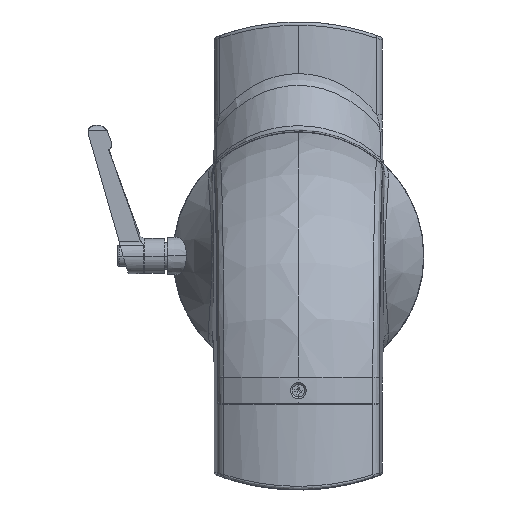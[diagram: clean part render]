
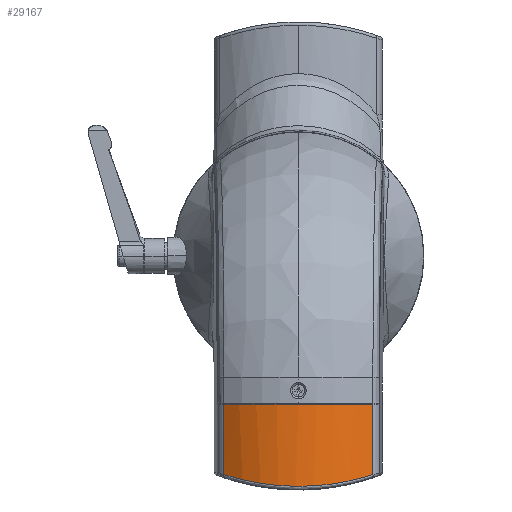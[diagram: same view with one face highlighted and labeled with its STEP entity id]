
A CAD part, top view. The second image highlights one B-rep face of the part: STEP entity #29167.
In plain terms, the highlighted cylindrical face has radius 75 mm (diameter 150 mm), a partial arc.
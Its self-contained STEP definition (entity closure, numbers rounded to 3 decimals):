
#673 =( BOUNDED_CURVE ( )  B_SPLINE_CURVE ( 3, ( #19688, #10854, #16516, #10250 ),
 .UNSPECIFIED., .F., .T. ) 
 B_SPLINE_CURVE_WITH_KNOTS ( ( 4, 4 ),
 ( 0., 0.636 ),
 .UNSPECIFIED. ) 
 CURVE ( )  GEOMETRIC_REPRESENTATION_ITEM ( )  RATIONAL_B_SPLINE_CURVE ( ( 1., 0.967, 0.967, 1. ) ) 
 REPRESENTATION_ITEM ( '' )  );
#922 = CARTESIAN_POINT ( 'NONE',  ( 4.453, -137.638, 270.94 ) ) ;
#1683 = CARTESIAN_POINT ( 'NONE',  ( -44.124, -130.704, 256.385 ) ) ;
#1759 = CARTESIAN_POINT ( 'NONE',  ( 23.129, -135.911, 267.527 ) ) ;
#1794 = LINE ( 'NONE', #36141, #6061 ) ;
#2791 = EDGE_CURVE ( 'NONE', #11891, #39930, #21945, .T. ) ;
#3024 = VECTOR ( 'NONE', #25518, 1000. ) ;
#3861 = CARTESIAN_POINT ( 'NONE',  ( -30.682, -134.375, 264.404 ) ) ;
#4054 = CARTESIAN_POINT ( 'NONE',  ( 1.415, -137.69, 271.043 ) ) ;
#4456 = CARTESIAN_POINT ( 'NONE',  ( 14.402, -137.03, 269.754 ) ) ;
#4497 = CARTESIAN_POINT ( 'NONE',  ( 44.954, -88.55, 256.385 ) ) ;
#5072 = CARTESIAN_POINT ( 'NONE',  ( 31.519, -134.373, 264.401 ) ) ;
#6061 = VECTOR ( 'NONE', #26931, 1000. ) ;
#6597 = CARTESIAN_POINT ( 'NONE',  ( 5.459, -137.606, 270.879 ) ) ;
#7017 = CARTESIAN_POINT ( 'NONE',  ( -44.124, -130.704, 256.385 ) ) ;
#7075 = ORIENTED_EDGE ( 'NONE', *, *, #30392, .T. ) ;
#7394 = FACE_OUTER_BOUND ( 'NONE', #11523, .T. ) ;
#7618 = CARTESIAN_POINT ( 'NONE',  ( 41.789, -131.723, 258.721 ) ) ;
#8016 = AXIS2_PLACEMENT_3D ( 'NONE', #12874, #32574, #9952 ) ;
#8043 = ORIENTED_EDGE ( 'NONE', *, *, #2791, .T. ) ;
#8260 =( BOUNDED_CURVE ( )  B_SPLINE_CURVE ( 3, ( #4497, #11219, #17290, #24020 ),
 .UNSPECIFIED., .F., .T. ) 
 B_SPLINE_CURVE_WITH_KNOTS ( ( 4, 4 ),
 ( 5.647, 6.283 ),
 .UNSPECIFIED. ) 
 CURVE ( )  GEOMETRIC_REPRESENTATION_ITEM ( )  RATIONAL_B_SPLINE_CURVE ( ( 1., 0.967, 0.967, 1. ) ) 
 REPRESENTATION_ITEM ( '' )  );
#8667 = ORIENTED_EDGE ( 'NONE', *, *, #28855, .T. ) ;
#9767 = CARTESIAN_POINT ( 'NONE',  ( -40.959, -131.723, 258.721 ) ) ;
#9952 = DIRECTION ( 'NONE',  ( 0., 0., -1. ) ) ;
#10250 = CARTESIAN_POINT ( 'NONE',  ( -44.124, -88.55, 256.385 ) ) ;
#10374 = CARTESIAN_POINT ( 'NONE',  ( -19.402, -136.349, 268.404 ) ) ;
#10854 = CARTESIAN_POINT ( 'NONE',  ( -15.755, -88.804, 271.042 ) ) ;
#11219 = CARTESIAN_POINT ( 'NONE',  ( 31.944, -88.716, 265.988 ) ) ;
#11368 = CARTESIAN_POINT ( 'NONE',  ( 19.273, -136.467, 268.64 ) ) ;
#11523 = EDGE_LOOP ( 'NONE', ( #18562, #8667, #35484, #8043, #7075 ) ) ;
#11891 = VERTEX_POINT ( 'NONE', #13086 ) ;
#12874 = CARTESIAN_POINT ( 'NONE',  ( 0.415, -51.69, 196.042 ) ) ;
#13086 = CARTESIAN_POINT ( 'NONE',  ( -44.124, -88.55, 256.385 ) ) ;
#13702 = CARTESIAN_POINT ( 'NONE',  ( 10.456, -137.357, 270.394 ) ) ;
#14546 = EDGE_CURVE ( 'NONE', #23722, #40210, #1794, .T. ) ;
#16516 = CARTESIAN_POINT ( 'NONE',  ( -31.114, -88.716, 265.988 ) ) ;
#16623 = CARTESIAN_POINT ( 'NONE',  ( -21.327, -136.071, 267.85 ) ) ;
#17247 = CARTESIAN_POINT ( 'NONE',  ( 44.954, -130.704, 256.385 ) ) ;
#17290 = CARTESIAN_POINT ( 'NONE',  ( 16.585, -88.804, 271.042 ) ) ;
#17674 = CARTESIAN_POINT ( 'NONE',  ( 16.36, -136.828, 269.355 ) ) ;
#17878 = CARTESIAN_POINT ( 'NONE',  ( 20.24, -136.337, 268.382 ) ) ;
#18076 = CARTESIAN_POINT ( 'NONE',  ( 22.167, -136.06, 267.826 ) ) ;
#18411 = CARTESIAN_POINT ( 'NONE',  ( 0.415, -88.804, 271.042 ) ) ;
#18562 = ORIENTED_EDGE ( 'NONE', *, *, #14546, .T. ) ;
#19369 = CARTESIAN_POINT ( 'NONE',  ( 8.467, -137.481, 270.636 ) ) ;
#19688 = CARTESIAN_POINT ( 'NONE',  ( 0.415, -88.804, 271.042 ) ) ;
#21945 = LINE ( 'NONE', #32403, #3024 ) ;
#22542 = CARTESIAN_POINT ( 'NONE',  ( -37.639, -132.672, 260.79 ) ) ;
#23155 = CARTESIAN_POINT ( 'NONE',  ( -15.526, -136.828, 269.356 ) ) ;
#23722 = VERTEX_POINT ( 'NONE', #24667 ) ;
#24020 = CARTESIAN_POINT ( 'NONE',  ( 0.415, -88.804, 271.042 ) ) ;
#24667 = CARTESIAN_POINT ( 'NONE',  ( 44.954, -130.704, 256.385 ) ) ;
#25518 = DIRECTION ( 'NONE',  ( 0., -1., 0. ) ) ;
#26314 = CARTESIAN_POINT ( 'NONE',  ( -27.045, -135.129, 265.95 ) ) ;
#26515 = CARTESIAN_POINT ( 'NONE',  ( 2.432, -137.68, 271.022 ) ) ;
#26931 = DIRECTION ( 'NONE',  ( 0., 1., 0. ) ) ;
#26967 = EDGE_CURVE ( 'NONE', #30714, #11891, #673, .T. ) ;
#28855 = EDGE_CURVE ( 'NONE', #40210, #30714, #8260, .T. ) ;
#29167 = ADVANCED_FACE ( 'NONE', ( #7394 ), #35928, .T. ) ;
#30392 = EDGE_CURVE ( 'NONE', #39930, #23722, #34647, .T. ) ;
#30714 = VERTEX_POINT ( 'NONE', #18411 ) ;
#32397 = CARTESIAN_POINT ( 'NONE',  ( 44.954, -88.55, 256.385 ) ) ;
#32403 = CARTESIAN_POINT ( 'NONE',  ( -44.124, -51.69, 256.385 ) ) ;
#32574 = DIRECTION ( 'NONE',  ( 0., -1., 0. ) ) ;
#32765 = CARTESIAN_POINT ( 'NONE',  ( -3.665, -137.69, 271.041 ) ) ;
#34015 = CARTESIAN_POINT ( 'NONE',  ( 27.886, -135.127, 265.945 ) ) ;
#34647 = B_SPLINE_CURVE_WITH_KNOTS ( 'NONE', 3,
 ( #7017, #9767, #22542, #3861, #26314, #16623, #10374, #23155, #35932, #35315, #32765, #4054, #26515, #922, #6597, #19369, #13702, #4456, #17674, #11368, #17878, #18076, #1759, #34015, #5072, #39681, #7618, #17247 ),
 .UNSPECIFIED., .F., .F.,
 ( 4, 2, 2, 2, 2, 2, 2, 2, 2, 2, 2, 2, 2, 4 ),
 ( 0., 0.012, 0.024, 0.03, 0.036, 0.048, 0.051, 0.054, 0.06, 0.066, 0.069, 0.072, 0.084, 0.096 ),
 .UNSPECIFIED. ) ;
#35315 = CARTESIAN_POINT ( 'NONE',  ( -7.665, -137.519, 270.712 ) ) ;
#35484 = ORIENTED_EDGE ( 'NONE', *, *, #26967, .T. ) ;
#35928 = CYLINDRICAL_SURFACE ( 'NONE', #8016, 75. ) ;
#35932 = CARTESIAN_POINT ( 'NONE',  ( -13.572, -137.03, 269.753 ) ) ;
#36141 = CARTESIAN_POINT ( 'NONE',  ( 44.954, -51.69, 256.385 ) ) ;
#39681 = CARTESIAN_POINT ( 'NONE',  ( 38.471, -132.672, 260.789 ) ) ;
#39930 = VERTEX_POINT ( 'NONE', #1683 ) ;
#40210 = VERTEX_POINT ( 'NONE', #32397 ) ;
